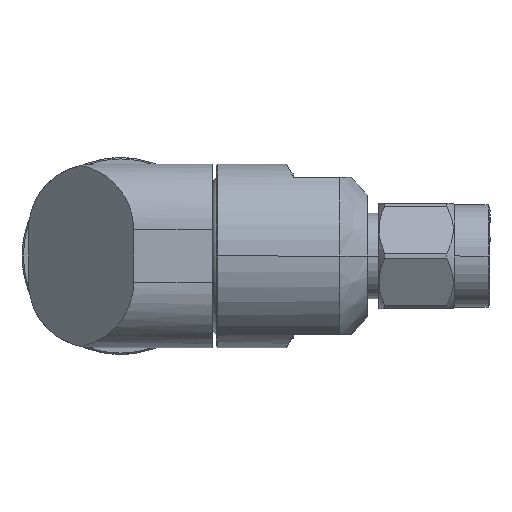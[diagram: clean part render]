
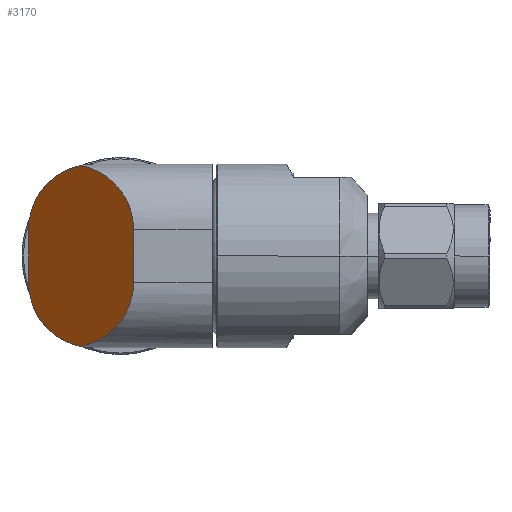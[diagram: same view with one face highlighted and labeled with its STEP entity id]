
A CAD part, left-side view. The second image highlights one B-rep face of the part: STEP entity #3170.
In plain terms, the highlighted planar face has unit normal (-0.707, 0.707, 0).
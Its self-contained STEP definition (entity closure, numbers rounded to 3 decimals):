
#49 = VERTEX_POINT ( 'NONE', #980 ) ;
#98 = ORIENTED_EDGE ( 'NONE', *, *, #101, .T. ) ;
#101 = EDGE_CURVE ( 'NONE', #49, #468, #2894, .T. ) ;
#141 = DIRECTION ( 'NONE',  ( 0.707, -0.707, 0. ) ) ;
#197 = EDGE_CURVE ( 'NONE', #468, #671, #2232, .T. ) ;
#281 = CARTESIAN_POINT ( 'NONE',  ( -0.569, 5.431, 6.403 ) ) ;
#315 = CARTESIAN_POINT ( 'NONE',  ( 1., 7., -2. ) ) ;
#381 =( BOUNDED_CURVE ( )  B_SPLINE_CURVE ( 3, ( #315, #2985, #3369, #1071 ),
 .UNSPECIFIED., .F., .F. ) 
 B_SPLINE_CURVE_WITH_KNOTS ( ( 4, 4 ),
 ( 3.142, 4.511 ),
 .UNSPECIFIED. ) 
 CURVE ( )  GEOMETRIC_REPRESENTATION_ITEM ( )  RATIONAL_B_SPLINE_CURVE ( ( 1., 0.85, 0.85, 1. ) ) 
 REPRESENTATION_ITEM ( '' )  );
#422 = EDGE_CURVE ( 'NONE', #49, #3856, #1892, .T. ) ;
#468 = VERTEX_POINT ( 'NONE', #3932 ) ;
#671 = VERTEX_POINT ( 'NONE', #4184 ) ;
#812 = CARTESIAN_POINT ( 'NONE',  ( -7., -1., -4.481 ) ) ;
#980 = CARTESIAN_POINT ( 'NONE',  ( -7., -1., 2. ) ) ;
#1071 = CARTESIAN_POINT ( 'NONE',  ( -3., 3., -6.899 ) ) ;
#1287 = CARTESIAN_POINT ( 'NONE',  ( -7., -1., -2. ) ) ;
#1297 = EDGE_LOOP ( 'NONE', ( #4341, #1788, #1336, #98, #1781, #1562 ) ) ;
#1336 = ORIENTED_EDGE ( 'NONE', *, *, #422, .F. ) ;
#1384 = CARTESIAN_POINT ( 'NONE',  ( -3., 3., 6.899 ) ) ;
#1562 = ORIENTED_EDGE ( 'NONE', *, *, #2002, .F. ) ;
#1781 = ORIENTED_EDGE ( 'NONE', *, *, #197, .T. ) ;
#1788 = ORIENTED_EDGE ( 'NONE', *, *, #2197, .T. ) ;
#1848 = CARTESIAN_POINT ( 'NONE',  ( -5.431, 0.569, -6.403 ) ) ;
#1892 = LINE ( 'NONE', #4285, #3946 ) ;
#1914 = CARTESIAN_POINT ( 'NONE',  ( -3., 3., 6.899 ) ) ;
#1922 =( BOUNDED_CURVE ( )  B_SPLINE_CURVE ( 3, ( #2667, #1848, #812, #3490 ),
 .UNSPECIFIED., .F., .F. ) 
 B_SPLINE_CURVE_WITH_KNOTS ( ( 4, 4 ),
 ( 4.914, 6.283 ),
 .UNSPECIFIED. ) 
 CURVE ( )  GEOMETRIC_REPRESENTATION_ITEM ( )  RATIONAL_B_SPLINE_CURVE ( ( 1., 0.85, 0.85, 1. ) ) 
 REPRESENTATION_ITEM ( '' )  );
#2002 = EDGE_CURVE ( 'NONE', #2755, #671, #4138, .T. ) ;
#2154 = CARTESIAN_POINT ( 'NONE',  ( 1., 7., 4.481 ) ) ;
#2165 = CARTESIAN_POINT ( 'NONE',  ( 1., 7., -7. ) ) ;
#2197 = EDGE_CURVE ( 'NONE', #4915, #3856, #1922, .T. ) ;
#2232 =( BOUNDED_CURVE ( )  B_SPLINE_CURVE ( 3, ( #1384, #281, #2154, #4827 ),
 .UNSPECIFIED., .F., .T. ) 
 B_SPLINE_CURVE_WITH_KNOTS ( ( 4, 4 ),
 ( 4.914, 6.283 ),
 .UNSPECIFIED. ) 
 CURVE ( )  GEOMETRIC_REPRESENTATION_ITEM ( )  RATIONAL_B_SPLINE_CURVE ( ( 1., 0.85, 0.85, 1. ) ) 
 REPRESENTATION_ITEM ( '' )  );
#2260 = AXIS2_PLACEMENT_3D ( 'NONE', #4676, #141, #2798 ) ;
#2520 = FACE_OUTER_BOUND ( 'NONE', #1297, .T. ) ;
#2565 = EDGE_CURVE ( 'NONE', #2755, #4915, #381, .T. ) ;
#2667 = CARTESIAN_POINT ( 'NONE',  ( -3., 3., -6.899 ) ) ;
#2755 = VERTEX_POINT ( 'NONE', #3184 ) ;
#2798 = DIRECTION ( 'NONE',  ( 0., 0., 1. ) ) ;
#2894 =( BOUNDED_CURVE ( )  B_SPLINE_CURVE ( 3, ( #3078, #3832, #4201, #1914 ),
 .UNSPECIFIED., .F., .T. ) 
 B_SPLINE_CURVE_WITH_KNOTS ( ( 4, 4 ),
 ( 3.142, 4.511 ),
 .UNSPECIFIED. ) 
 CURVE ( )  GEOMETRIC_REPRESENTATION_ITEM ( )  RATIONAL_B_SPLINE_CURVE ( ( 1., 0.85, 0.85, 1. ) ) 
 REPRESENTATION_ITEM ( '' )  );
#2985 = CARTESIAN_POINT ( 'NONE',  ( 1., 7., -4.481 ) ) ;
#3078 = CARTESIAN_POINT ( 'NONE',  ( -7., -1., 2. ) ) ;
#3089 = CARTESIAN_POINT ( 'NONE',  ( -3., 3., -6.899 ) ) ;
#3165 = DIRECTION ( 'NONE',  ( 0., 0., -1. ) ) ;
#3170 = ADVANCED_FACE ( 'NONE', ( #2520 ), #3923, .F. ) ;
#3184 = CARTESIAN_POINT ( 'NONE',  ( 1., 7., -2. ) ) ;
#3369 = CARTESIAN_POINT ( 'NONE',  ( -0.569, 5.431, -6.403 ) ) ;
#3490 = CARTESIAN_POINT ( 'NONE',  ( -7., -1., -2. ) ) ;
#3832 = CARTESIAN_POINT ( 'NONE',  ( -7., -1., 4.481 ) ) ;
#3856 = VERTEX_POINT ( 'NONE', #1287 ) ;
#3923 = PLANE ( 'NONE',  #2260 ) ;
#3932 = CARTESIAN_POINT ( 'NONE',  ( -3., 3., 6.899 ) ) ;
#3946 = VECTOR ( 'NONE', #3165, 1000. ) ;
#4138 = LINE ( 'NONE', #2165, #4675 ) ;
#4184 = CARTESIAN_POINT ( 'NONE',  ( 1., 7., 2. ) ) ;
#4201 = CARTESIAN_POINT ( 'NONE',  ( -5.431, 0.569, 6.403 ) ) ;
#4285 = CARTESIAN_POINT ( 'NONE',  ( -7., -1., -7. ) ) ;
#4341 = ORIENTED_EDGE ( 'NONE', *, *, #2565, .T. ) ;
#4675 = VECTOR ( 'NONE', #4840, 1000. ) ;
#4676 = CARTESIAN_POINT ( 'NONE',  ( 1., 7., -7. ) ) ;
#4827 = CARTESIAN_POINT ( 'NONE',  ( 1., 7., 2. ) ) ;
#4840 = DIRECTION ( 'NONE',  ( 0., 0., 1. ) ) ;
#4915 = VERTEX_POINT ( 'NONE', #3089 ) ;
